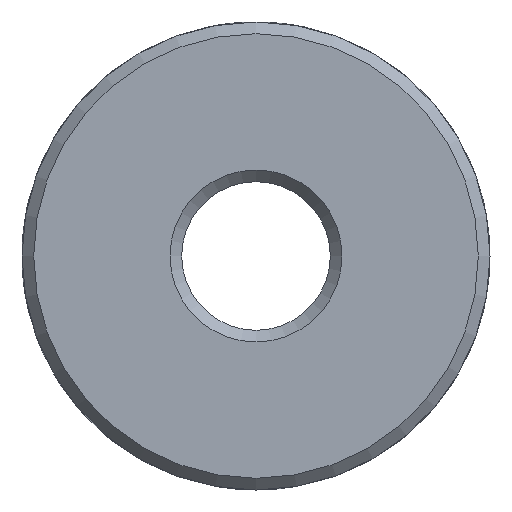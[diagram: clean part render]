
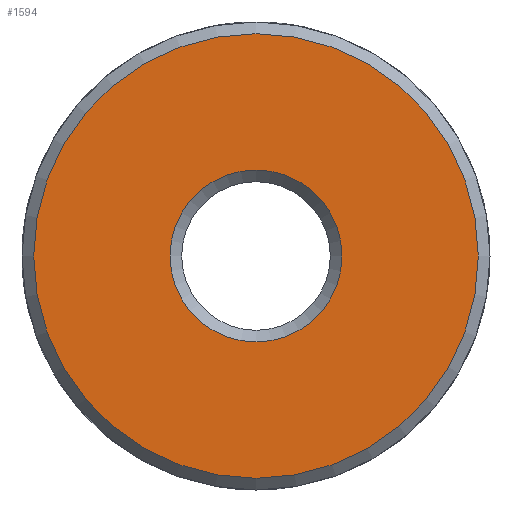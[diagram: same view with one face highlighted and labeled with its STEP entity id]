
A CAD part, left-side view. The second image highlights one B-rep face of the part: STEP entity #1594.
In plain terms, the highlighted planar face has unit normal (-1, 0, 0).
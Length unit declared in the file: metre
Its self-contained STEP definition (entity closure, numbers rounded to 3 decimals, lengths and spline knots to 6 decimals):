
#39=PLANE('',#1667);
#203=CIRCLE('',#1651,0.003675);
#205=CIRCLE('',#1654,0.0095);
#447=ORIENTED_EDGE('',*,*,#965,.T.);
#448=ORIENTED_EDGE('',*,*,#967,.T.);
#965=EDGE_CURVE('',#1230,#1230,#203,.T.);
#967=EDGE_CURVE('',#1232,#1232,#205,.T.);
#1230=VERTEX_POINT('',#11821);
#1232=VERTEX_POINT('',#11826);
#1416=EDGE_LOOP('',(#447));
#1417=EDGE_LOOP('',(#448));
#1498=FACE_BOUND('',#1416,.T.);
#1499=FACE_BOUND('',#1417,.T.);
#1594=ADVANCED_FACE('',(#1498,#1499),#39,.F.);
#1651=AXIS2_PLACEMENT_3D('',#11820,#1730,#1731);
#1654=AXIS2_PLACEMENT_3D('',#11825,#1736,#1737);
#1667=AXIS2_PLACEMENT_3D('',#11862,#1770,#1771);
#1730=DIRECTION('',(1.,0.,0.));
#1731=DIRECTION('',(0.,0.,-1.));
#1736=DIRECTION('',(-1.,0.,0.));
#1737=DIRECTION('',(0.,0.,-1.));
#1770=DIRECTION('',(1.,0.,0.));
#1771=DIRECTION('',(0.,0.,-1.));
#11820=CARTESIAN_POINT('',(-0.0125,0.,0.));
#11821=CARTESIAN_POINT('',(-0.0125,0.,-0.003675));
#11825=CARTESIAN_POINT('',(-0.0125,0.,0.));
#11826=CARTESIAN_POINT('',(-0.0125,0.,-0.0095));
#11862=CARTESIAN_POINT('',(-0.0125,0.,0.));
